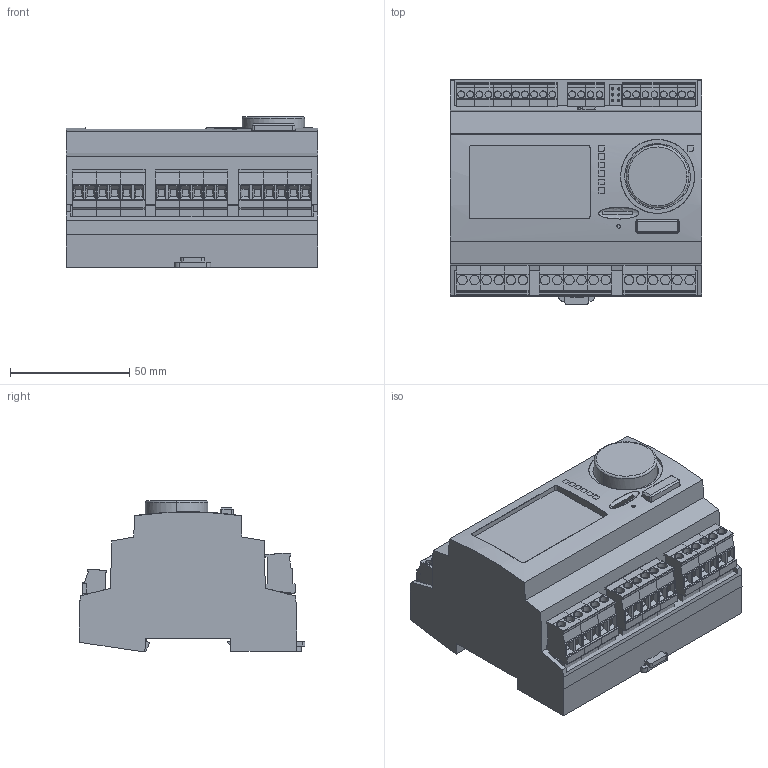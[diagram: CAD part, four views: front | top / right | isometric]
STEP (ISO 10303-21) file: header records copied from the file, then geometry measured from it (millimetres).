
FILE_DESCRIPTION(/* description */ (''),/* implementation_level */ '2;1');
FILE_NAME(/* name */ 'UVR610S-MODB',/* time_stamp */ '2022-03-03T09:37:07+01:00',/* author */ (''),/* organization */ (''),/* preprocessor_version */ 'ST-DEVELOPER v16.5',/* originating_system */ 'Rhino 7.15',/* authorisation */ '');
FILE_SCHEMA (('AUTOMOTIVE_DESIGN'));
Length unit declared in the file: millimetre
Products named in the file (1): Document
Bounding box: 105.74 x 94.78 x 63.3 mm (x, y, z)
Volume: 24442.2 mm3; surface area: 71164.2 mm2
Topology: 51 solids, 95 shells, 1274 faces, 3266 edges, 2186 vertices
Faces by surface type: plane 917, cylinder 317, bspline 40
Entity records: 37807 total; most frequent: CARTESIAN_POINT 15171, ORIENTED_EDGE 6298, EDGE_CURVE 3266, VERTEX_POINT 2186, B_SPLINE_CURVE_WITH_KNOTS 2132, EDGE_LOOP 1348, ADVANCED_FACE 1274, FACE_OUTER_BOUND 1274
